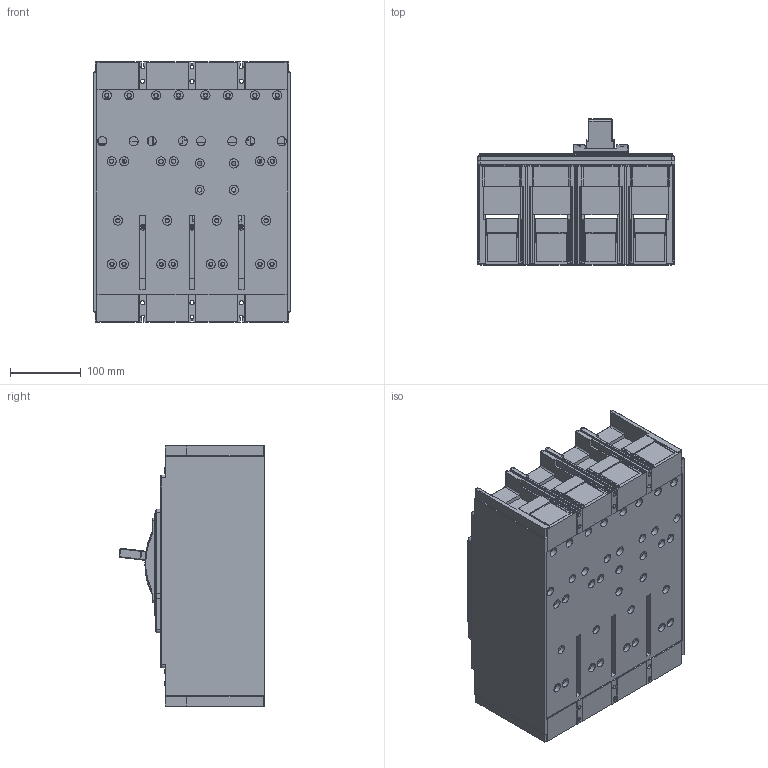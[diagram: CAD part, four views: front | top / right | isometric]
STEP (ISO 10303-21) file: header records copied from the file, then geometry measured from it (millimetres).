
FILE_DESCRIPTION((''),'2;1');
FILE_NAME('2-259-252-1600_ASM','2017-04-07T',('lijc'),(''),'PRO/ENGINEER BY PARAMETRIC TECHNOLOGY CORPORATION, 2007090','PRO/ENGINEER BY PARAMETRIC TECHNOLOGY CORPORATION, 2007090','');
FILE_SCHEMA(('CONFIG_CONTROL_DESIGN'));
Products named in the file (1): 2-259-252-1600_ASM
Bounding box: 280 x 206.65 x 370 mm (x, y, z)
Volume: 3820426.2 mm3; surface area: 1348417.9 mm2
Topology: 22 solids, 129 shells, 5604 faces, 15270 edges, 9869 vertices
Faces by surface type: plane 3532, cylinder 1264, cone 424, extrusion 169, torus 105, sphere 84, bspline 26
Entity records: 179788 total; most frequent: CARTESIAN_POINT 37306, ORIENTED_EDGE 30164, DIRECTION 28486, EDGE_CURVE 15218, VECTOR 10868, LINE 10699, VERTEX_POINT 9869, AXIS2_PLACEMENT_3D 8809
